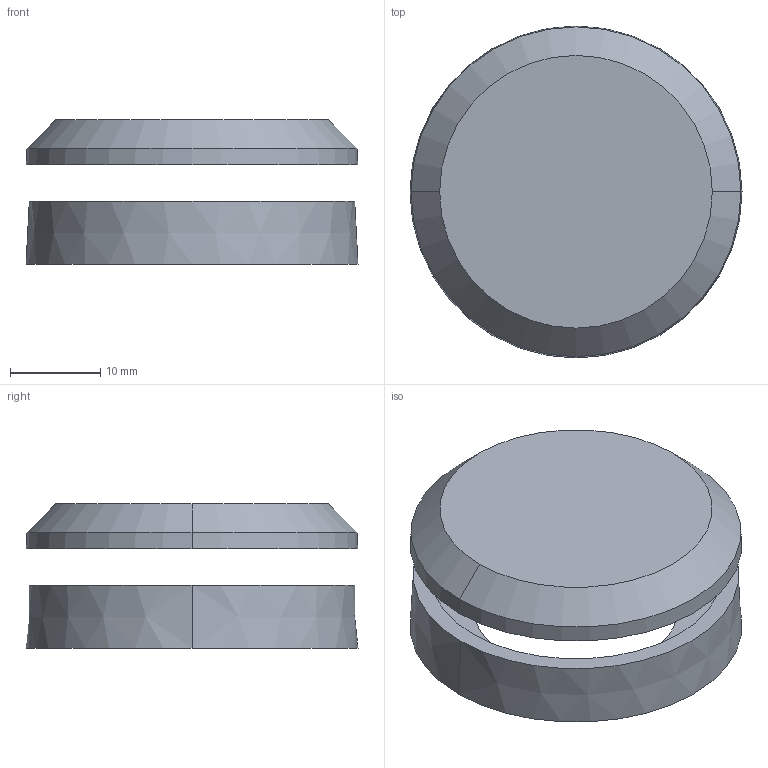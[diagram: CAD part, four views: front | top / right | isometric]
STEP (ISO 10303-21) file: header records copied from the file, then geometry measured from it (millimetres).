
FILE_DESCRIPTION (( 'STEP AP203' ), '1' );
FILE_NAME ('A-172-KC-3.STEP', '2021-05-19T00:37:28', ( '' ), ( '' ), 'SwSTEP 2.0', 'SolidWorks 2018', '' );
FILE_SCHEMA (( 'CONFIG_CONTROL_DESIGN' ));
Length unit declared in the file: millimetre
Products named in the file (3): A-172-KC-3_body cover_; A-172-KC-3; A-172-KC-3_seat cover_
Assembly tree (2 placements, depth 2):
  A-172-KC-3
    A-172-KC-3_body cover_
    A-172-KC-3_seat cover_
Bounding box: 36.83 x 36.83 x 16 mm (x, y, z)
Volume: 4834.8 mm3; surface area: 5358.6 mm2
Topology: 2 solids, 2 shells, 24 faces, 50 edges, 32 vertices
Faces by surface type: cone 10, cylinder 8, plane 6
Entity records: 963 total; most frequent: DIRECTION 140, CARTESIAN_POINT 111, ORIENTED_EDGE 100, AXIS2_PLACEMENT_3D 61, EDGE_CURVE 50, CIRCLE 32, VERTEX_POINT 32, EDGE_LOOP 28
